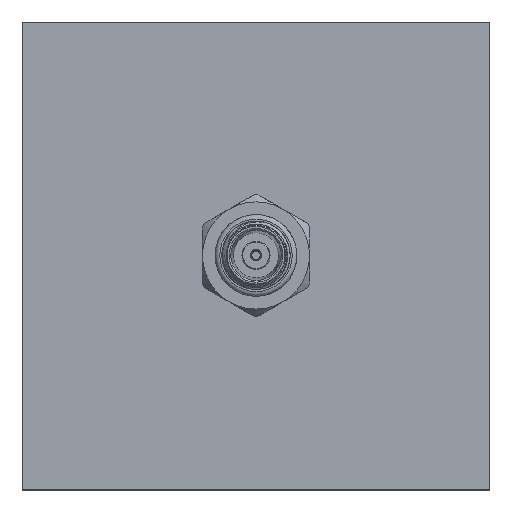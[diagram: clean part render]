
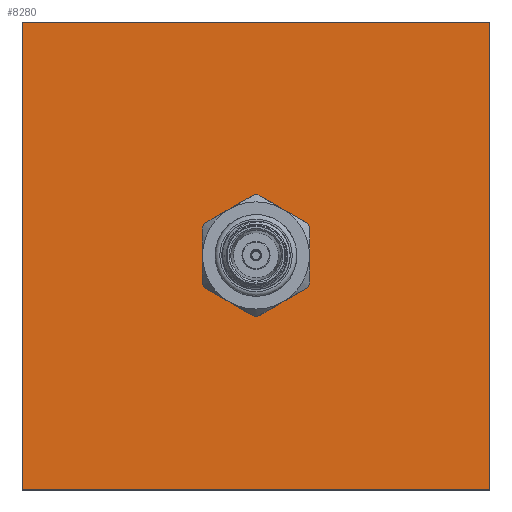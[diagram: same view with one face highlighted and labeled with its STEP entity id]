
A CAD part, top view. The second image highlights one B-rep face of the part: STEP entity #8280.
In plain terms, the highlighted planar face has unit normal (0, 0, 1).
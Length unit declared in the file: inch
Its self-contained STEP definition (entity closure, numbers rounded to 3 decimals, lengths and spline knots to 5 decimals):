
#196 = LINE ( 'NONE', #5593, #477 ) ;
#477 = VECTOR ( 'NONE', #7239, 39.37008 ) ;
#575 = ORIENTED_EDGE ( 'NONE', *, *, #9185, .F. ) ;
#892 = EDGE_CURVE ( 'NONE', #3955, #4074, #10753, .T. ) ;
#983 = CARTESIAN_POINT ( 'NONE',  ( 1.5, -1.5, 1.61 ) ) ;
#1010 = CARTESIAN_POINT ( 'NONE',  ( -1.5, -1.5, 1.61 ) ) ;
#1376 = CARTESIAN_POINT ( 'NONE',  ( 1.5, 1.5, 1.61 ) ) ;
#1571 = LINE ( 'NONE', #4468, #6815 ) ;
#1804 = FACE_BOUND ( 'NONE', #8744, .T. ) ;
#2036 = VECTOR ( 'NONE', #2657, 39.37008 ) ;
#2335 = CIRCLE ( 'NONE', #2532, 0.14764 ) ;
#2531 = DIRECTION ( 'NONE',  ( 0., 0., -1. ) ) ;
#2532 = AXIS2_PLACEMENT_3D ( 'NONE', #9459, #2531, #8796 ) ;
#2612 = CARTESIAN_POINT ( 'NONE',  ( -0.14764, 0., 1.61 ) ) ;
#2657 = DIRECTION ( 'NONE',  ( 0., -1., 0. ) ) ;
#2912 = DIRECTION ( 'NONE',  ( 0., 0., -1. ) ) ;
#3576 = ORIENTED_EDGE ( 'NONE', *, *, #892, .T. ) ;
#3609 = PLANE ( 'NONE',  #3821 ) ;
#3821 = AXIS2_PLACEMENT_3D ( 'NONE', #983, #2912, #8072 ) ;
#3955 = VERTEX_POINT ( 'NONE', #6502 ) ;
#4074 = VERTEX_POINT ( 'NONE', #9821 ) ;
#4138 = EDGE_CURVE ( 'NONE', #7956, #4074, #1571, .T. ) ;
#4468 = CARTESIAN_POINT ( 'NONE',  ( 1.5, -1.5, 1.61 ) ) ;
#5570 = EDGE_LOOP ( 'NONE', ( #3576, #10664, #575, #8298 ) ) ;
#5593 = CARTESIAN_POINT ( 'NONE',  ( 1.5, -1.5, 1.61 ) ) ;
#5631 = ORIENTED_EDGE ( 'NONE', *, *, #6914, .T. ) ;
#6335 = CARTESIAN_POINT ( 'NONE',  ( 1.5, -1.5, 1.61 ) ) ;
#6347 = VERTEX_POINT ( 'NONE', #1376 ) ;
#6502 = CARTESIAN_POINT ( 'NONE',  ( -1.5, 1.5, 1.61 ) ) ;
#6697 = EDGE_CURVE ( 'NONE', #6347, #3955, #9003, .T. ) ;
#6815 = VECTOR ( 'NONE', #8053, 39.37008 ) ;
#6914 = EDGE_CURVE ( 'NONE', #10412, #10412, #2335, .T. ) ;
#7239 = DIRECTION ( 'NONE',  ( 0., -1., 0. ) ) ;
#7393 = VECTOR ( 'NONE', #9664, 39.37008 ) ;
#7956 = VERTEX_POINT ( 'NONE', #6335 ) ;
#8053 = DIRECTION ( 'NONE',  ( -1., 0., 0. ) ) ;
#8072 = DIRECTION ( 'NONE',  ( -1., 0., 0. ) ) ;
#8280 = ADVANCED_FACE ( 'NONE', ( #1804, #9011 ), #3609, .F. ) ;
#8298 = ORIENTED_EDGE ( 'NONE', *, *, #6697, .T. ) ;
#8744 = EDGE_LOOP ( 'NONE', ( #5631 ) ) ;
#8796 = DIRECTION ( 'NONE',  ( -1., 0., 0. ) ) ;
#8887 = CARTESIAN_POINT ( 'NONE',  ( 1.5, 1.5, 1.61 ) ) ;
#9003 = LINE ( 'NONE', #8887, #7393 ) ;
#9011 = FACE_OUTER_BOUND ( 'NONE', #5570, .T. ) ;
#9185 = EDGE_CURVE ( 'NONE', #6347, #7956, #196, .T. ) ;
#9459 = CARTESIAN_POINT ( 'NONE',  ( 0., 0., 1.61 ) ) ;
#9664 = DIRECTION ( 'NONE',  ( -1., 0., 0. ) ) ;
#9821 = CARTESIAN_POINT ( 'NONE',  ( -1.5, -1.5, 1.61 ) ) ;
#10412 = VERTEX_POINT ( 'NONE', #2612 ) ;
#10664 = ORIENTED_EDGE ( 'NONE', *, *, #4138, .F. ) ;
#10753 = LINE ( 'NONE', #1010, #2036 ) ;
